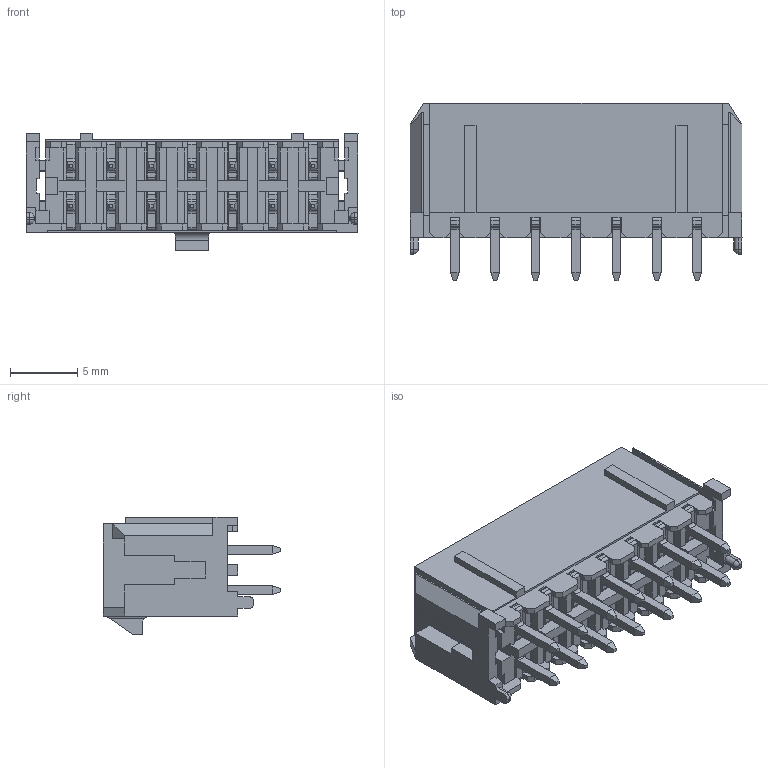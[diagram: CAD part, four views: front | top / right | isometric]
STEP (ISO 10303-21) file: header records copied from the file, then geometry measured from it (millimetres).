
FILE_DESCRIPTION((''),'2;1');
FILE_NAME('WF30001-D14_ASM_30_ASM_ASM_ASM','2024-01-12T',('gongcheng5'),(''),'PRO/ENGINEER BY PARAMETRIC TECHNOLOGY CORPORATION, 2010280','PRO/ENGINEER BY PARAMETRIC TECHNOLOGY CORPORATION, 2010280','');
FILE_SCHEMA(('CONFIG_CONTROL_DESIGN','SHAPE_APPEARANCE_LAYERS_GROUPS'));
Length unit declared in the file: millimetre
Products named in the file (30): MANIFOLD_SOLID_BREP_25430; WF30001-T01_AF0_20_ASM_ASM_ASM; MANIFOLD_SOLID_BREP_27486; WF30001-T01_AF1_20_ASM_ASM_ASM; MANIFOLD_SOLID_BREP_29543; WF30001-T01_AF2_20_ASM_ASM_ASM; MANIFOLD_SOLID_BREP_31599; WF30001-T01_AF3_20_ASM_ASM_ASM; MANIFOLD_SOLID_BREP_33656; WF30001-T01_AF4_20_ASM_ASM_ASM; MANIFOLD_SOLID_BREP_35712; WF30001-T01_AF5_20_ASM_ASM_ASM; MANIFOLD_SOLID_BREP_37769; WF30001-T01_AF6_20_ASM_ASM_ASM; MANIFOLD_SOLID_BREP_65237; WF30001-T01_AF7_20_ASM_ASM_ASM; MANIFOLD_SOLID_BREP_67293; WF30001-T01_AF8_20_ASM_ASM_ASM; MANIFOLD_SOLID_BREP_69350; WF30001-T01_AF9_20_ASM_ASM_ASM; MANIFOLD_SOLID_BREP_71406; WF30001-T01_AF10_20_ASM_ASM_ASM; MANIFOLD_SOLID_BREP_73463; WF30001-T01_AF11_20_ASM_ASM_ASM; MANIFOLD_SOLID_BREP_75519; WF30001-T01_AF12_20_ASM_ASM_ASM; MANIFOLD_SOLID_BREP_77576; WF30001-T01_AF13_20_ASM_ASM_ASM; PRT0001; WF30001-D14_ASM_30_ASM_ASM_ASM
Assembly tree (29 placements, depth 3):
  WF30001-D14_ASM_30_ASM_ASM_ASM
    WF30001-T01_AF0_20_ASM_ASM_ASM
      MANIFOLD_SOLID_BREP_25430
    WF30001-T01_AF1_20_ASM_ASM_ASM
      MANIFOLD_SOLID_BREP_27486
    WF30001-T01_AF2_20_ASM_ASM_ASM
      MANIFOLD_SOLID_BREP_29543
    WF30001-T01_AF3_20_ASM_ASM_ASM
      MANIFOLD_SOLID_BREP_31599
    WF30001-T01_AF4_20_ASM_ASM_ASM
      MANIFOLD_SOLID_BREP_33656
    WF30001-T01_AF5_20_ASM_ASM_ASM
      MANIFOLD_SOLID_BREP_35712
    WF30001-T01_AF6_20_ASM_ASM_ASM
      MANIFOLD_SOLID_BREP_37769
    WF30001-T01_AF7_20_ASM_ASM_ASM
      MANIFOLD_SOLID_BREP_65237
    WF30001-T01_AF8_20_ASM_ASM_ASM
      MANIFOLD_SOLID_BREP_67293
    WF30001-T01_AF9_20_ASM_ASM_ASM
      MANIFOLD_SOLID_BREP_69350
    WF30001-T01_AF10_20_ASM_ASM_ASM
      MANIFOLD_SOLID_BREP_71406
    WF30001-T01_AF11_20_ASM_ASM_ASM
      MANIFOLD_SOLID_BREP_73463
    WF30001-T01_AF12_20_ASM_ASM_ASM
      MANIFOLD_SOLID_BREP_75519
    WF30001-T01_AF13_20_ASM_ASM_ASM
      MANIFOLD_SOLID_BREP_77576
    PRT0001
Bounding box: 24.65 x 13.2 x 8.75 mm (x, y, z)
Volume: 900.8 mm3; surface area: 2732.6 mm2
Topology: 15 solids, 15 shells, 1106 faces, 3038 edges, 1961 vertices
Faces by surface type: plane 997, cylinder 105, sphere 4
Entity records: 35103 total; most frequent: CARTESIAN_POINT 6197, ORIENTED_EDGE 6068, DIRECTION 5594, EDGE_CURVE 3034, VECTOR 2824, LINE 2824, VERTEX_POINT 1961, AXIS2_PLACEMENT_3D 1385
